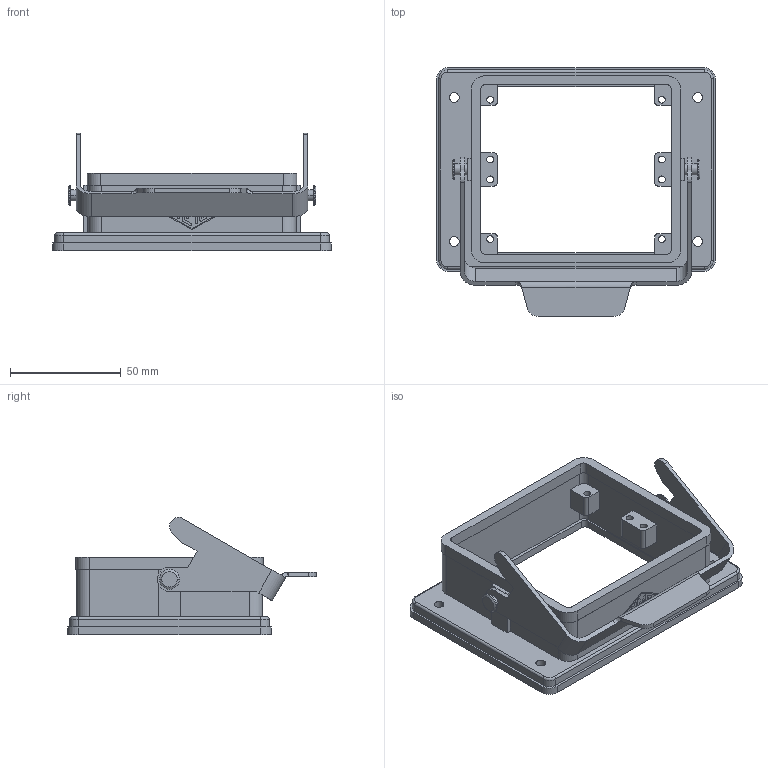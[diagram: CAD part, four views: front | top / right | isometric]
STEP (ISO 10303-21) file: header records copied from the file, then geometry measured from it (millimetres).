
FILE_DESCRIPTION(('Creo Elements/Direct Modeling STEP Export'),'2;1');
FILE_NAME('0lndrp34qjms4r73736','2019-05-07T13:48:38',(''),(''),'PTC Creo Elements/Direct Modeling STEP processor for AP214 (Solid Model)','PTC Creo Elements/Direct Modeling 19.0E 27-Jun-2016 (C) Parametric Technology GmbH','');
FILE_SCHEMA(('AUTOMOTIVE_DESIGN { 1 0 10303 214 1 1 1 1 }'));
Length unit declared in the file: millimetre
Products named in the file (1): CHIX_32_L
Bounding box: 126 x 112.35 x 52.99 mm (x, y, z)
Volume: 80000.6 mm3; surface area: 46658.1 mm2
Topology: 1 solids, 1 shells, 224 faces, 632 edges, 432 vertices
Faces by surface type: plane 112, cylinder 102, torus 4, cone 4, bspline 2
Entity records: 8230 total; most frequent: CARTESIAN_POINT 1548, ORIENTED_EDGE 1264, DIRECTION 1177, EDGE_CURVE 632, VERTEX_POINT 432, VECTOR 395, LINE 395, AXIS2_PLACEMENT_3D 391
